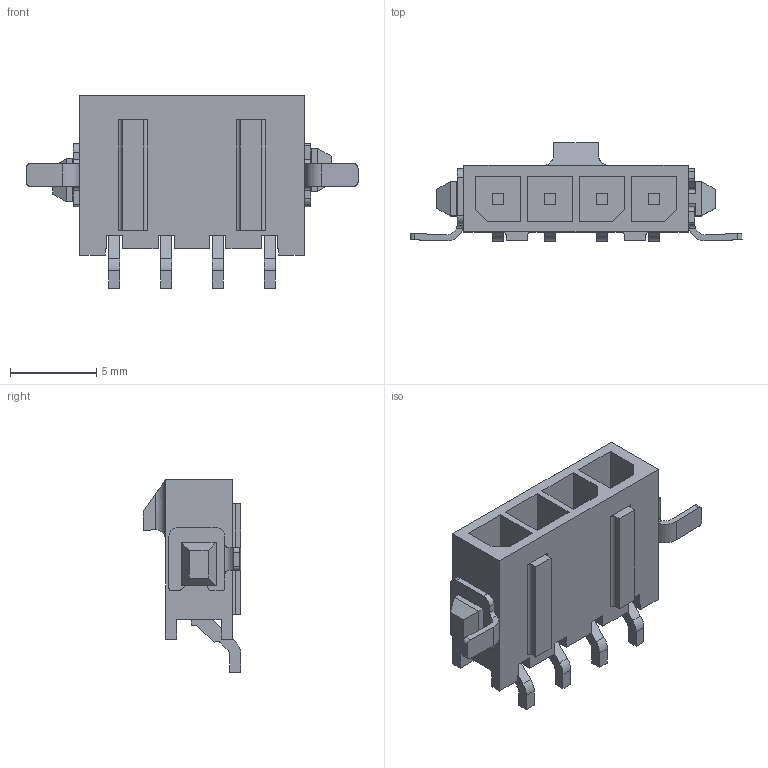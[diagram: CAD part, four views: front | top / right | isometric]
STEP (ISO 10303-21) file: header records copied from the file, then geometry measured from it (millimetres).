
FILE_DESCRIPTION((''),'2;1');
FILE_NAME('C-2-1445100-4','2010-05-29T',('workeradm'),('Tyco Electronics Ltd.'),'PRO/ENGINEER BY PARAMETRIC TECHNOLOGY CORPORATION, 2009300','PRO/ENGINEER BY PARAMETRIC TECHNOLOGY CORPORATION, 2009300','');
FILE_SCHEMA(('AUTOMOTIVE_DESIGN { 1 0 10303 214 1 1 1 1 }'));
Length unit declared in the file: millimetre
Products named in the file (1): C-2-1445100-4
Bounding box: 19.25 x 5.67 x 11.16 mm (x, y, z)
Volume: 297.7 mm3; surface area: 881 mm2
Topology: 1 solids, 1 shells, 277 faces, 751 edges, 492 vertices
Faces by surface type: plane 216, cylinder 61
Entity records: 8954 total; most frequent: CARTESIAN_POINT 1628, ORIENTED_EDGE 1502, DIRECTION 1403, EDGE_CURVE 751, VECTOR 629, LINE 629, VERTEX_POINT 492, AXIS2_PLACEMENT_3D 387
